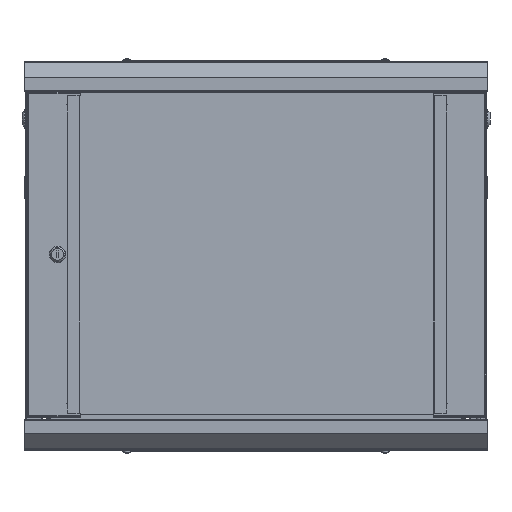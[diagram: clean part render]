
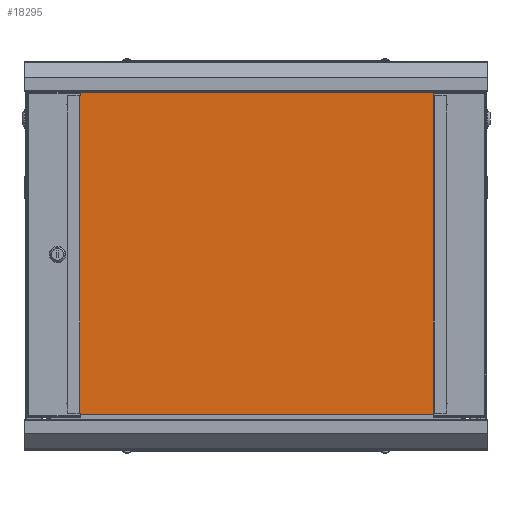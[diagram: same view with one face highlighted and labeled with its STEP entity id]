
A CAD part, top view. The second image highlights one B-rep face of the part: STEP entity #18295.
In plain terms, the highlighted planar face has unit normal (0, 0, 1).
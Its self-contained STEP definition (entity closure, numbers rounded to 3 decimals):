
#3730 = AXIS2_PLACEMENT_3D ( 'NONE', #71311, #22932, #42970 ) ;
#5580 = LINE ( 'NONE', #33455, #34774 ) ;
#6077 = DIRECTION ( 'NONE',  ( 0., -1., 0. ) ) ;
#6522 = CARTESIAN_POINT ( 'NONE',  ( 245.5, 208.25, 5. ) ) ;
#6951 = VERTEX_POINT ( 'NONE', #66660 ) ;
#13754 = EDGE_CURVE ( 'NONE', #6951, #43150, #69583, .T. ) ;
#14952 = VERTEX_POINT ( 'NONE', #33734 ) ;
#18295 = ADVANCED_FACE ( 'NONE', ( #83715 ), #28441, .F. ) ;
#22932 = DIRECTION ( 'NONE',  ( 0., 0., -1. ) ) ;
#25723 = LINE ( 'NONE', #53528, #36366 ) ;
#26621 = DIRECTION ( 'NONE',  ( 1., 0., 0. ) ) ;
#28375 = VECTOR ( 'NONE', #42231, 1000. ) ;
#28441 = PLANE ( 'NONE',  #3730 ) ;
#32163 = ORIENTED_EDGE ( 'NONE', *, *, #13754, .F. ) ;
#32841 = ORIENTED_EDGE ( 'NONE', *, *, #74443, .F. ) ;
#33455 = CARTESIAN_POINT ( 'NONE',  ( 245.5, 208.25, 5. ) ) ;
#33734 = CARTESIAN_POINT ( 'NONE',  ( -245.5, 208.25, 5. ) ) ;
#34774 = VECTOR ( 'NONE', #26621, 1000. ) ;
#34951 = LINE ( 'NONE', #83851, #28375 ) ;
#36366 = VECTOR ( 'NONE', #46670, 1000. ) ;
#42231 = DIRECTION ( 'NONE',  ( -1., 0., 0. ) ) ;
#42970 = DIRECTION ( 'NONE',  ( -1., 0., 0. ) ) ;
#43150 = VERTEX_POINT ( 'NONE', #77505 ) ;
#43406 = CARTESIAN_POINT ( 'NONE',  ( -245.5, -208.25, 5. ) ) ;
#46670 = DIRECTION ( 'NONE',  ( 0., 1., 0. ) ) ;
#51439 = ORIENTED_EDGE ( 'NONE', *, *, #56865, .F. ) ;
#53528 = CARTESIAN_POINT ( 'NONE',  ( -245.5, 208.25, 5. ) ) ;
#53890 = EDGE_CURVE ( 'NONE', #43150, #84925, #34951, .T. ) ;
#54062 = EDGE_LOOP ( 'NONE', ( #51439, #32841, #83528, #32163 ) ) ;
#56865 = EDGE_CURVE ( 'NONE', #14952, #6951, #5580, .T. ) ;
#61463 = VECTOR ( 'NONE', #6077, 1000. ) ;
#66660 = CARTESIAN_POINT ( 'NONE',  ( 245.5, 208.25, 5. ) ) ;
#69583 = LINE ( 'NONE', #6522, #61463 ) ;
#71311 = CARTESIAN_POINT ( 'NONE',  ( 245.5, 208.25, 5. ) ) ;
#74443 = EDGE_CURVE ( 'NONE', #84925, #14952, #25723, .T. ) ;
#77505 = CARTESIAN_POINT ( 'NONE',  ( 245.5, -208.25, 5. ) ) ;
#83528 = ORIENTED_EDGE ( 'NONE', *, *, #53890, .F. ) ;
#83715 = FACE_OUTER_BOUND ( 'NONE', #54062, .T. ) ;
#83851 = CARTESIAN_POINT ( 'NONE',  ( 245.5, -208.25, 5. ) ) ;
#84925 = VERTEX_POINT ( 'NONE', #43406 ) ;
